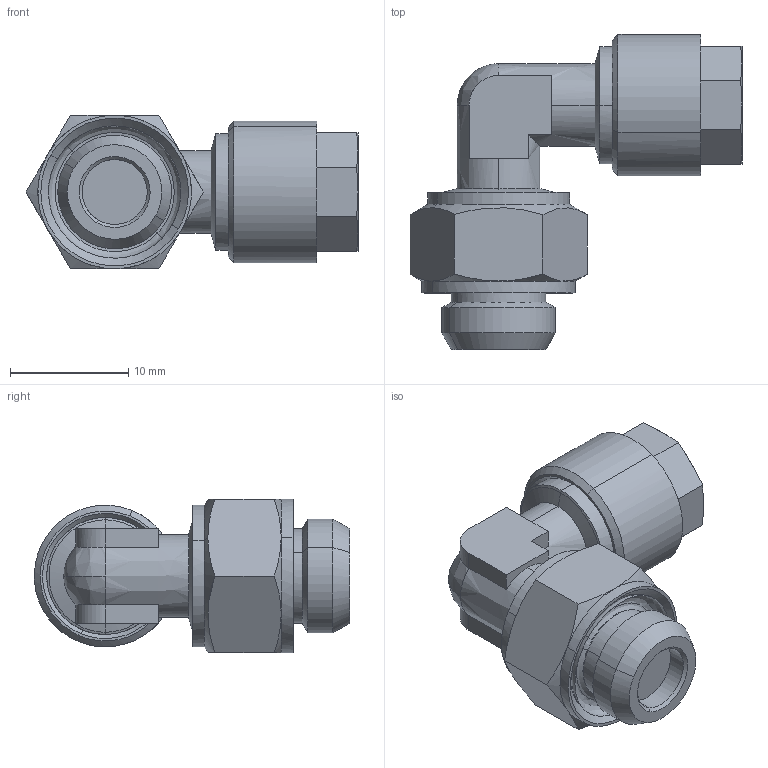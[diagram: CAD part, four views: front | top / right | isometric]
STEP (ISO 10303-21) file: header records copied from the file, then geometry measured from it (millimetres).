
FILE_DESCRIPTION(( 'MC.40S06.18.stp' ), '1');
FILE_NAME( 'MC.40S06.18.stp', '2019-06-20T09:26:14',( 'Sopra'),('sopra-pneumatic.com'), 'SwSTEP 2.0','SolidWorks 2009','' );
FILE_SCHEMA (('CONFIG_CONTROL_DESIGN'));
Length unit declared in the file: millimetre
Products named in the file (1): Document
Bounding box: 28.11 x 26.67 x 13 mm (x, y, z)
Surface area: 1932.4 mm2 (no closed solid volume)
Topology: 0 solids, 8 shells, 110 faces, 271 edges, 171 vertices
Faces by surface type: bspline 73, plane 37
Entity records: 5020 total; most frequent: CARTESIAN_POINT 3372, ORIENTED_EDGE 500, EDGE_CURVE 269, VERTEX_POINT 171, B_SPLINE_CURVE_WITH_KNOTS 147, EDGE_LOOP 117, ADVANCED_FACE 110, FACE_OUTER_BOUND 110
